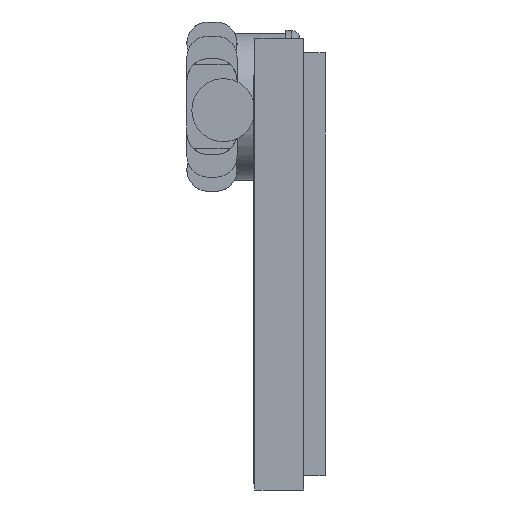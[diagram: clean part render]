
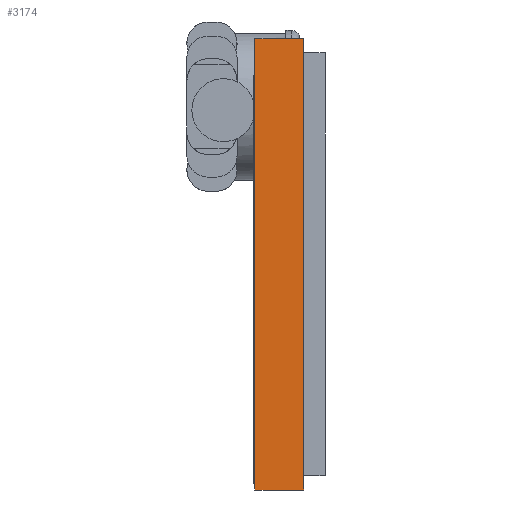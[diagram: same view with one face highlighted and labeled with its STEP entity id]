
A CAD part, left-side view. The second image highlights one B-rep face of the part: STEP entity #3174.
In plain terms, the highlighted planar face has unit normal (-1, 0, 0).
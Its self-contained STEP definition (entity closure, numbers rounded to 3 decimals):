
#126 = VERTEX_POINT ( 'NONE', #2741 ) ;
#150 = CARTESIAN_POINT ( 'NONE',  ( -35.001, -0.864, 0. ) ) ;
#223 = CARTESIAN_POINT ( 'NONE',  ( -35.001, -0.864, 0. ) ) ;
#254 = ORIENTED_EDGE ( 'NONE', *, *, #2511, .T. ) ;
#395 = EDGE_CURVE ( 'NONE', #126, #721, #2162, .T. ) ;
#399 = VECTOR ( 'NONE', #598, 1000. ) ;
#449 = LINE ( 'NONE', #150, #3632 ) ;
#598 = DIRECTION ( 'NONE',  ( 0., 0., 1. ) ) ;
#721 = VERTEX_POINT ( 'NONE', #3306 ) ;
#840 = LINE ( 'NONE', #1073, #4126 ) ;
#898 = CARTESIAN_POINT ( 'NONE',  ( -35.001, 0., 0. ) ) ;
#920 = DIRECTION ( 'NONE',  ( -1., 0., 0. ) ) ;
#1011 = LINE ( 'NONE', #1219, #399 ) ;
#1073 = CARTESIAN_POINT ( 'NONE',  ( -35.001, 0., -8.001 ) ) ;
#1094 = DIRECTION ( 'NONE',  ( 0., 0., 1. ) ) ;
#1149 = DIRECTION ( 'NONE',  ( 0., 1., 0. ) ) ;
#1219 = CARTESIAN_POINT ( 'NONE',  ( -35.001, -0.864, -8.001 ) ) ;
#1262 = ORIENTED_EDGE ( 'NONE', *, *, #395, .F. ) ;
#1377 = EDGE_LOOP ( 'NONE', ( #1948, #1262, #254, #1435 ) ) ;
#1435 = ORIENTED_EDGE ( 'NONE', *, *, #2319, .T. ) ;
#1514 = EDGE_CURVE ( 'NONE', #721, #2446, #840, .T. ) ;
#1556 = CARTESIAN_POINT ( 'NONE',  ( -35.001, -0.864, -8.001 ) ) ;
#1864 = DIRECTION ( 'NONE',  ( 0., 1., 0. ) ) ;
#1945 = VERTEX_POINT ( 'NONE', #223 ) ;
#1948 = ORIENTED_EDGE ( 'NONE', *, *, #1514, .F. ) ;
#2162 = LINE ( 'NONE', #2808, #3114 ) ;
#2319 = EDGE_CURVE ( 'NONE', #1945, #2446, #449, .T. ) ;
#2446 = VERTEX_POINT ( 'NONE', #898 ) ;
#2511 = EDGE_CURVE ( 'NONE', #126, #1945, #1011, .T. ) ;
#2741 = CARTESIAN_POINT ( 'NONE',  ( -35.001, -0.864, -8.001 ) ) ;
#2808 = CARTESIAN_POINT ( 'NONE',  ( -35.001, -0.864, -8.001 ) ) ;
#3114 = VECTOR ( 'NONE', #1864, 1000. ) ;
#3117 = AXIS2_PLACEMENT_3D ( 'NONE', #1556, #920, #3178 ) ;
#3174 = ADVANCED_FACE ( 'NONE', ( #3571 ), #4130, .T. ) ;
#3178 = DIRECTION ( 'NONE',  ( 0., 0., 1. ) ) ;
#3306 = CARTESIAN_POINT ( 'NONE',  ( -35.001, 0., -8.001 ) ) ;
#3571 = FACE_OUTER_BOUND ( 'NONE', #1377, .T. ) ;
#3632 = VECTOR ( 'NONE', #1149, 1000. ) ;
#4126 = VECTOR ( 'NONE', #1094, 1000. ) ;
#4130 = PLANE ( 'NONE',  #3117 ) ;
